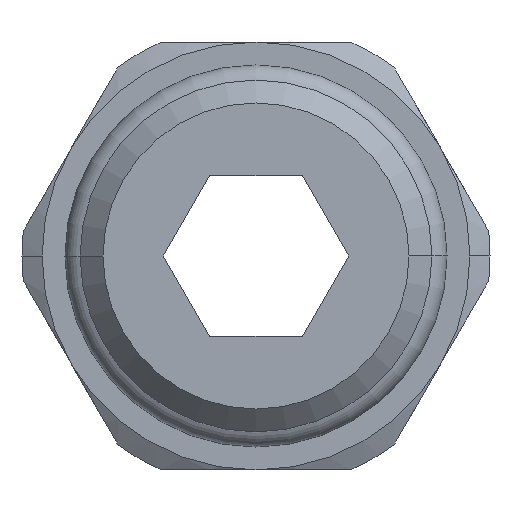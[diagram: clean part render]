
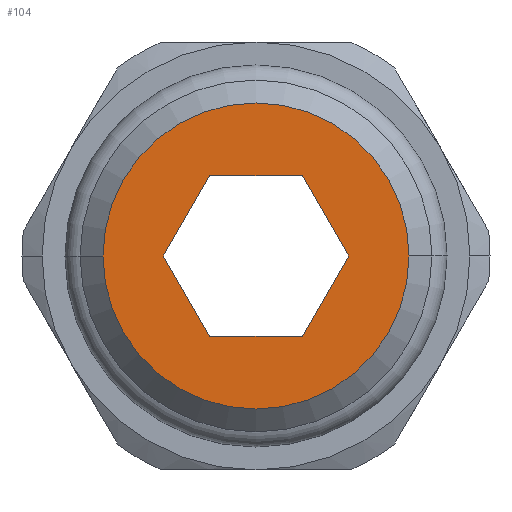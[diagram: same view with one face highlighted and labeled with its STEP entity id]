
A CAD part, front view. The second image highlights one B-rep face of the part: STEP entity #104.
In plain terms, the highlighted planar face has unit normal (0, -1, 0).
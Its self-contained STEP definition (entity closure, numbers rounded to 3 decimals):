
#104=ADVANCED_FACE('',(#233,#234),#235,.T.);
#233=FACE_BOUND('',#370,.T.);
#234=FACE_OUTER_BOUND('',#371,.T.);
#235=PLANE('',#372);
#370=EDGE_LOOP('',(#828,#829,#830,#831,#832,#833));
#371=EDGE_LOOP('',(#834,#835));
#372=AXIS2_PLACEMENT_3D('',#836,#837,#838);
#828=ORIENTED_EDGE('',*,*,#953,.T.);
#829=ORIENTED_EDGE('',*,*,#950,.T.);
#830=ORIENTED_EDGE('',*,*,#947,.T.);
#831=ORIENTED_EDGE('',*,*,#944,.T.);
#832=ORIENTED_EDGE('',*,*,#959,.T.);
#833=ORIENTED_EDGE('',*,*,#956,.T.);
#834=ORIENTED_EDGE('',*,*,#896,.F.);
#835=ORIENTED_EDGE('',*,*,#1026,.F.);
#836=CARTESIAN_POINT('',(-2.861,0.,0.0));
#837=DIRECTION('',(0.,-1.0,0.0));
#838=DIRECTION('',(1.0,0.,-0.0));
#896=EDGE_CURVE('',#1057,#1059,#1060,.T.);
#944=EDGE_CURVE('',#1147,#1145,#1148,.T.);
#947=EDGE_CURVE('',#1152,#1147,#1153,.T.);
#950=EDGE_CURVE('',#1157,#1152,#1158,.T.);
#953=EDGE_CURVE('',#1162,#1157,#1163,.T.);
#956=EDGE_CURVE('',#1167,#1162,#1168,.T.);
#959=EDGE_CURVE('',#1145,#1167,#1171,.T.);
#1026=EDGE_CURVE('',#1059,#1057,#1268,.T.);
#1057=VERTEX_POINT('',#1307);
#1059=VERTEX_POINT('',#1310);
#1060=CIRCLE('',#1311,5.723);
#1145=VERTEX_POINT('',#1458);
#1147=VERTEX_POINT('',#1461);
#1148=LINE('',#1462,#1463);
#1152=VERTEX_POINT('',#1469);
#1153=LINE('',#1470,#1471);
#1157=VERTEX_POINT('',#1477);
#1158=LINE('',#1478,#1479);
#1162=VERTEX_POINT('',#1485);
#1163=LINE('',#1486,#1487);
#1167=VERTEX_POINT('',#1493);
#1168=LINE('',#1494,#1495);
#1171=LINE('',#1500,#1501);
#1268=CIRCLE('',#1828,5.723);
#1307=CARTESIAN_POINT('',(-5.723,0.,0.0));
#1310=CARTESIAN_POINT('',(5.723,0.0,0.));
#1311=AXIS2_PLACEMENT_3D('',#1860,#1861,#1862);
#1458=CARTESIAN_POINT('',(-3.464,0.0,0.));
#1461=CARTESIAN_POINT('',(-1.732,0.0,-3.0));
#1462=CARTESIAN_POINT('',(-2.956,0.0,-0.881));
#1463=VECTOR('',#1954,1.0);
#1469=CARTESIAN_POINT('',(1.732,0.0,-3.0));
#1470=CARTESIAN_POINT('',(-1.431,0.0,-3.0));
#1471=VECTOR('',#1957,1.0);
#1477=CARTESIAN_POINT('',(3.464,0.0,0.));
#1478=CARTESIAN_POINT('',(2.24,0.0,-2.119));
#1479=VECTOR('',#1960,1.0);
#1485=CARTESIAN_POINT('',(1.732,0.0,3.0));
#1486=CARTESIAN_POINT('',(2.24,0.0,2.119));
#1487=VECTOR('',#1963,1.0);
#1493=CARTESIAN_POINT('',(-1.732,0.0,3.0));
#1494=CARTESIAN_POINT('',(-1.431,0.0,3.0));
#1495=VECTOR('',#1966,1.0);
#1500=CARTESIAN_POINT('',(-2.956,0.0,0.881));
#1501=VECTOR('',#1969,1.0);
#1828=AXIS2_PLACEMENT_3D('',#2088,#2089,#2090);
#1860=CARTESIAN_POINT('',(0.0,0.0,0.0));
#1861=DIRECTION('',(0.0,1.0,0.0));
#1862=DIRECTION('',(-1.0,0.0,0.0));
#1954=DIRECTION('',(-0.5,0.,0.866));
#1957=DIRECTION('',(-1.0,0.,0.0));
#1960=DIRECTION('',(-0.5,0.,-0.866));
#1963=DIRECTION('',(0.5,0.,-0.866));
#1966=DIRECTION('',(1.0,0.,0.));
#1969=DIRECTION('',(0.5,0.,0.866));
#2088=CARTESIAN_POINT('',(0.0,0.0,0.0));
#2089=DIRECTION('',(0.0,1.0,0.0));
#2090=DIRECTION('',(-1.0,0.0,0.0));
